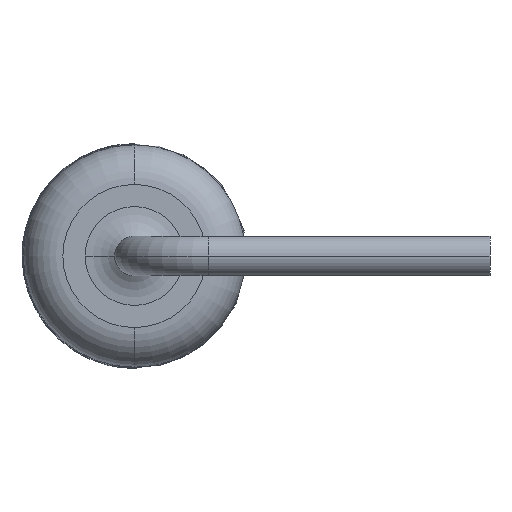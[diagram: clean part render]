
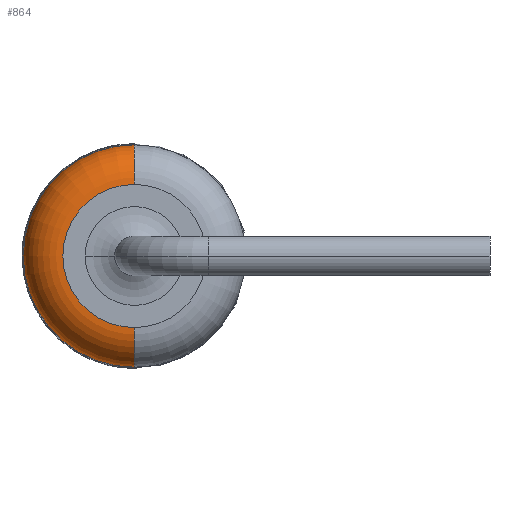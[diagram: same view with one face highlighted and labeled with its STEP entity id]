
A CAD part, left-side view. The second image highlights one B-rep face of the part: STEP entity #864.
In plain terms, the highlighted toroidal (fillet/blend) face has major radius 1.45 mm and minor radius 0.8 mm.
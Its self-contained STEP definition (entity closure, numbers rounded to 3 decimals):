
#32 = EDGE_CURVE ( 'NONE', #1912, #1046, #1764, .T. ) ;
#91 = CARTESIAN_POINT ( 'NONE',  ( -5.5, 0., 0. ) ) ;
#553 = CARTESIAN_POINT ( 'NONE',  ( -4.7, 0., 0. ) ) ;
#634 = AXIS2_PLACEMENT_3D ( 'NONE', #1843, #1419, #2662 ) ;
#649 = CARTESIAN_POINT ( 'NONE',  ( -4.7, 0., 0. ) ) ;
#653 = CARTESIAN_POINT ( 'NONE',  ( -4.7, 0., 1.45 ) ) ;
#769 = DIRECTION ( 'NONE',  ( 0., 0., -1. ) ) ;
#784 = EDGE_CURVE ( 'NONE', #2072, #1028, #817, .T. ) ;
#817 = CIRCLE ( 'NONE', #2509, 0.8 ) ;
#839 = DIRECTION ( 'NONE',  ( 1., 0., 0. ) ) ;
#864 = ADVANCED_FACE ( 'NONE', ( #2581 ), #1756, .T. ) ;
#869 = CARTESIAN_POINT ( 'NONE',  ( -5.5, 0., 1.45 ) ) ;
#921 = ORIENTED_EDGE ( 'NONE', *, *, #32, .F. ) ;
#1028 = VERTEX_POINT ( 'NONE', #1047 ) ;
#1046 = VERTEX_POINT ( 'NONE', #1685 ) ;
#1047 = CARTESIAN_POINT ( 'NONE',  ( -4.7, 0., 2.25 ) ) ;
#1055 = AXIS2_PLACEMENT_3D ( 'NONE', #553, #1381, #769 ) ;
#1276 = EDGE_LOOP ( 'NONE', ( #1778, #2386, #2010, #921 ) ) ;
#1331 = EDGE_CURVE ( 'NONE', #1046, #1028, #1929, .T. ) ;
#1381 = DIRECTION ( 'NONE',  ( 1., 0., 0. ) ) ;
#1419 = DIRECTION ( 'NONE',  ( 0., -1., 0. ) ) ;
#1441 = AXIS2_PLACEMENT_3D ( 'NONE', #649, #839, #2541 ) ;
#1490 = DIRECTION ( 'NONE',  ( 0., 1., 0. ) ) ;
#1542 = DIRECTION ( 'NONE',  ( 0., 0., -1. ) ) ;
#1685 = CARTESIAN_POINT ( 'NONE',  ( -4.7, 0., -2.25 ) ) ;
#1754 = CARTESIAN_POINT ( 'NONE',  ( -5.5, 0., -1.45 ) ) ;
#1756 = TOROIDAL_SURFACE ( 'NONE', #1055, 1.45, 0.8 ) ;
#1764 = CIRCLE ( 'NONE', #634, 0.8 ) ;
#1778 = ORIENTED_EDGE ( 'NONE', *, *, #2277, .F. ) ;
#1843 = CARTESIAN_POINT ( 'NONE',  ( -4.7, 0., -1.45 ) ) ;
#1912 = VERTEX_POINT ( 'NONE', #1754 ) ;
#1929 = CIRCLE ( 'NONE', #1441, 2.25 ) ;
#1959 = CIRCLE ( 'NONE', #2302, 1.45 ) ;
#2010 = ORIENTED_EDGE ( 'NONE', *, *, #1331, .F. ) ;
#2072 = VERTEX_POINT ( 'NONE', #869 ) ;
#2277 = EDGE_CURVE ( 'NONE', #2072, #1912, #1959, .T. ) ;
#2302 = AXIS2_PLACEMENT_3D ( 'NONE', #91, #2564, #1542 ) ;
#2320 = DIRECTION ( 'NONE',  ( 0., 0., 1. ) ) ;
#2386 = ORIENTED_EDGE ( 'NONE', *, *, #784, .T. ) ;
#2509 = AXIS2_PLACEMENT_3D ( 'NONE', #653, #1490, #2320 ) ;
#2541 = DIRECTION ( 'NONE',  ( 0., 0., -1. ) ) ;
#2564 = DIRECTION ( 'NONE',  ( -1., 0., 0. ) ) ;
#2581 = FACE_OUTER_BOUND ( 'NONE', #1276, .T. ) ;
#2662 = DIRECTION ( 'NONE',  ( 0., 0., -1. ) ) ;
